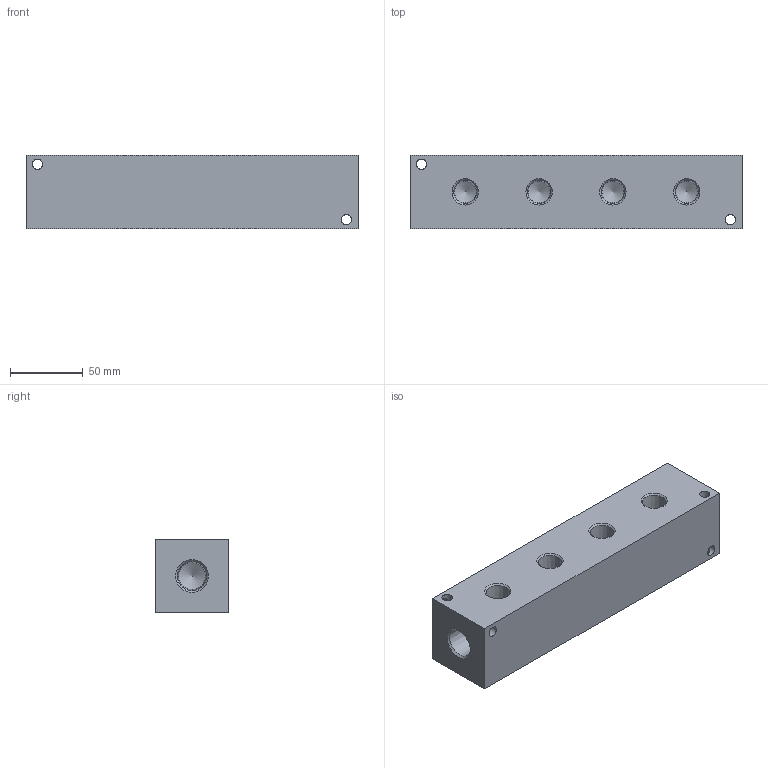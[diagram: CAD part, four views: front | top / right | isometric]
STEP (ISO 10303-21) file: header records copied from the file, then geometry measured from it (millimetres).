
FILE_DESCRIPTION( ( 'STEP AP214' ), ' ' );
FILE_NAME( 'AH1800406P.stp', '2018-07-02T16:15:32', ( '' ), ( '' ), ' ', 'PARTsolutions', ' ' );
FILE_SCHEMA( ( 'AUTOMOTIVE_DESIGN { 1 0 10303 214 1 1 1 1 }' ) );
Length unit declared in the file: inch
Products named in the file (1): _AH1800406P
Bounding box: 228.6 x 50.8 x 50.8 mm (x, y, z)
Volume: 535759.9 mm3; surface area: 65509.8 mm2
Topology: 1 solids, 1 shells, 152 faces, 411 edges, 265 vertices
Faces by surface type: plane 80, cylinder 42, cone 30
Full cylindrical faces by diameter (mm): 7.112 x8
Entity records: 5724 total; most frequent: DIRECTION 778, CARTESIAN_POINT 771, ORIENTED_EDGE 716, EDGE_CURVE 358, AXIS2_PLACEMENT_3D 267, VERTEX_POINT 260, LINE 244, VECTOR 244
